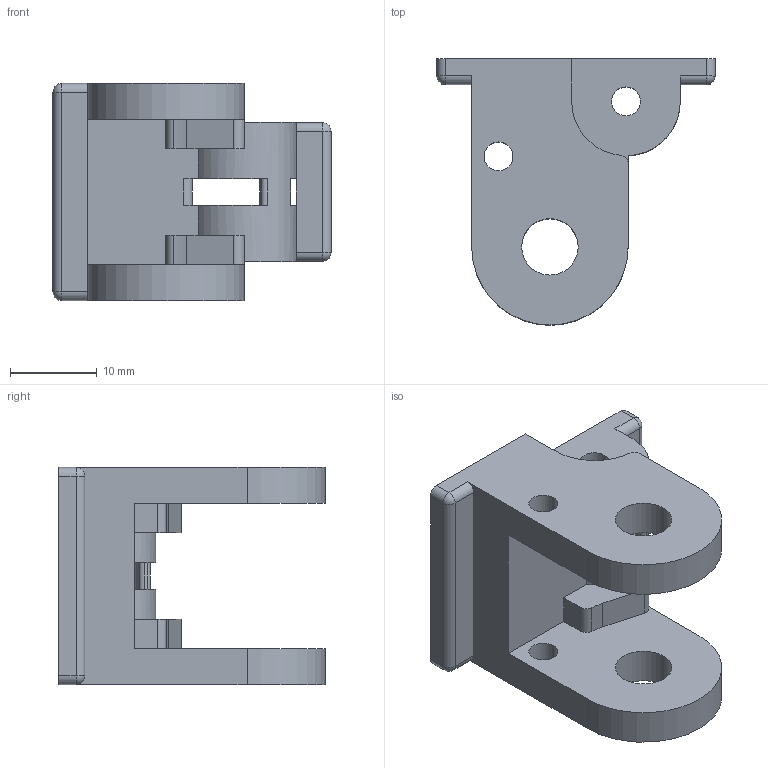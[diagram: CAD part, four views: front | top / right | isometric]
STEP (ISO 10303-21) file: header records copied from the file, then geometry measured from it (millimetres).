
FILE_DESCRIPTION (( 'STEP AP203' ), '1' );
FILE_NAME ('c1_t.STEP', '2015-02-28T01:18:02', ( '' ), ( '' ), 'SwSTEP 2.0', 'SolidWorks 2013', '' );
FILE_SCHEMA (( 'CONFIG_CONTROL_DESIGN' ));
Length unit declared in the file: millimetre
Products named in the file (1): c1_t
Bounding box: 32 x 30.67 x 25 mm (x, y, z)
Volume: 7275.8 mm3; surface area: 4444.4 mm2
Topology: 1 solids, 1 shells, 79 faces, 230 edges, 146 vertices
Faces by surface type: cylinder 44, plane 31, sphere 4
Entity records: 2711 total; most frequent: DIRECTION 480, CARTESIAN_POINT 452, ORIENTED_EDGE 452, EDGE_CURVE 226, AXIS2_PLACEMENT_3D 174, VERTEX_POINT 146, LINE 132, VECTOR 132
